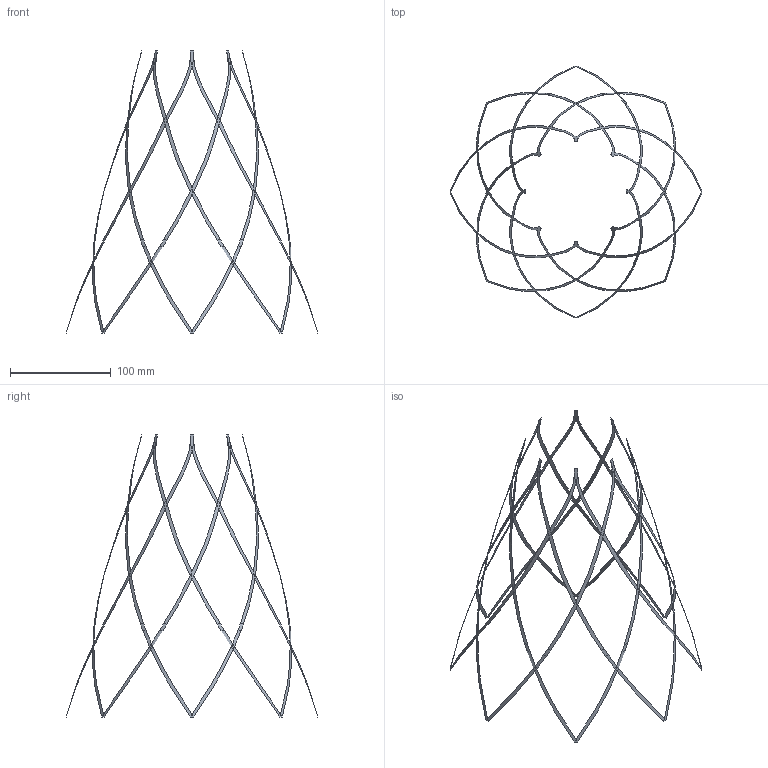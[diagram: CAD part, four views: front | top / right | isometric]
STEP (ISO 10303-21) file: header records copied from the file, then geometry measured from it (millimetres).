
FILE_DESCRIPTION(('CATIA V5 STEP Exchange'),'2;1');
FILE_NAME('Cone_Cutted.stp','2021-11-26T10:06:50+00:00',('none'),('none'),'CATIA Version 5 Release 21 GA (IN-10)','CATIA V5 STEP AP203','none');
FILE_SCHEMA(('CONFIG_CONTROL_DESIGN'));
Length unit declared in the file: millimetre
Products named in the file (1): Cone_Flat
Bounding box: 249.97 x 249.97 x 280 mm (x, y, z)
Surface area: 16595.6 mm2 (no closed solid volume)
Topology: 0 solids, 16 shells, 244 faces, 676 edges, 448 vertices
Faces by surface type: bspline 244
Entity records: 24712 total; most frequent: CARTESIAN_POINT 20905, ORIENTED_EDGE 952, B_SPLINE_CURVE_WITH_KNOTS 676, EDGE_CURVE 676, VERTEX_POINT 448, ADVANCED_FACE 244, B_SPLINE_SURFACE_WITH_KNOTS 244, EDGE_LOOP 244
